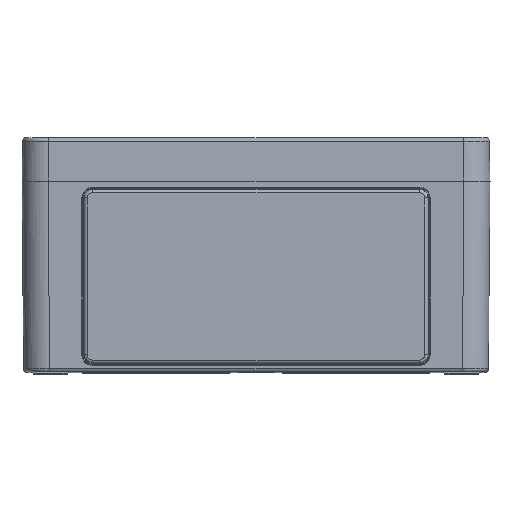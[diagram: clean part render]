
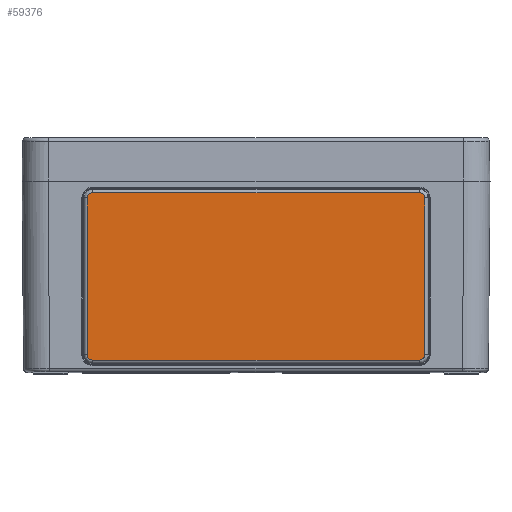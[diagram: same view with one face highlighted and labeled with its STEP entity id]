
A CAD part, top view. The second image highlights one B-rep face of the part: STEP entity #59376.
In plain terms, the highlighted face is planar.
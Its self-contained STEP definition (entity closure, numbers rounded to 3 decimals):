
#3140 = CARTESIAN_POINT ( 'NONE',  ( -94.271, 16., -48.255 ) ) ;
#6077 = CARTESIAN_POINT ( 'NONE',  ( 94.306, 16., 48.255 ) ) ;
#7612 = LINE ( 'NONE', #63199, #98747 ) ;
#7829 = CARTESIAN_POINT ( 'NONE',  ( -94.306, 16., -48.255 ) ) ;
#10720 = CARTESIAN_POINT ( 'NONE',  ( 94.306, 16., 48.255 ) ) ;
#11009 = CARTESIAN_POINT ( 'NONE',  ( -94.306, 16., 48.255 ) ) ;
#16815 = PLANE ( 'NONE',  #116261 ) ;
#19901 = CARTESIAN_POINT ( 'NONE',  ( 94.306, 16., -48.255 ) ) ;
#23962 = CARTESIAN_POINT ( 'NONE',  ( -97.305, 16., -45.256 ) ) ;
#24717 = CARTESIAN_POINT ( 'NONE',  ( -97.305, 16., 45.221 ) ) ;
#28972 = CARTESIAN_POINT ( 'NONE',  ( 97.305, 16., -45.256 ) ) ;
#29131 = EDGE_CURVE ( 'NONE', #84857, #105231, #62265, .T. ) ;
#30084 = VERTEX_POINT ( 'NONE', #50489 ) ;
#30313 = CARTESIAN_POINT ( 'NONE',  ( -97.305, 16., 45.256 ) ) ;
#30536 = CARTESIAN_POINT ( 'NONE',  ( -97.305, 16., -47.013 ) ) ;
#30980 = ORIENTED_EDGE ( 'NONE', *, *, #29131, .T. ) ;
#32007 = EDGE_LOOP ( 'NONE', ( #69214, #92839, #107609, #97069, #30980, #49666, #52236, #117883 ) ) ;
#32052 = EDGE_CURVE ( 'NONE', #34789, #115602, #99177, .T. ) ;
#34787 =( BOUNDED_CURVE ( )  B_SPLINE_CURVE ( 3, ( #6077, #89444, #109368, #80424 ),
 .UNSPECIFIED., .F., .T. ) 
 B_SPLINE_CURVE_WITH_KNOTS ( ( 4, 4 ),
 ( 5.498, 7.068 ),
 .UNSPECIFIED. ) 
 CURVE ( )  GEOMETRIC_REPRESENTATION_ITEM ( )  RATIONAL_B_SPLINE_CURVE ( ( 1., 0.805, 0.805, 1. ) ) 
 REPRESENTATION_ITEM ( '' )  );
#34789 = VERTEX_POINT ( 'NONE', #96462 ) ;
#41924 = VERTEX_POINT ( 'NONE', #23962 ) ;
#42005 = CARTESIAN_POINT ( 'NONE',  ( -97.305, 16., -45.256 ) ) ;
#44621 = CARTESIAN_POINT ( 'NONE',  ( -99.55, 16., 50.5 ) ) ;
#45212 = DIRECTION ( 'NONE',  ( 0., 0., 1. ) ) ;
#45468 = VECTOR ( 'NONE', #85927, 1000. ) ;
#46623 =( BOUNDED_CURVE ( )  B_SPLINE_CURVE ( 3, ( #51657, #49865, #30536, #42005 ),
 .UNSPECIFIED., .F., .F. ) 
 B_SPLINE_CURVE_WITH_KNOTS ( ( 4, 4 ),
 ( 5.498, 7.068 ),
 .UNSPECIFIED. ) 
 CURVE ( )  GEOMETRIC_REPRESENTATION_ITEM ( )  RATIONAL_B_SPLINE_CURVE ( ( 1., 0.805, 0.805, 1. ) ) 
 REPRESENTATION_ITEM ( '' )  );
#49666 = ORIENTED_EDGE ( 'NONE', *, *, #75112, .T. ) ;
#49865 = CARTESIAN_POINT ( 'NONE',  ( -96.063, 16., -48.255 ) ) ;
#50112 = LINE ( 'NONE', #24717, #71942 ) ;
#50489 = CARTESIAN_POINT ( 'NONE',  ( -97.305, 16., 45.256 ) ) ;
#51657 = CARTESIAN_POINT ( 'NONE',  ( -94.306, 16., -48.255 ) ) ;
#52236 = ORIENTED_EDGE ( 'NONE', *, *, #109417, .T. ) ;
#53785 = CARTESIAN_POINT ( 'NONE',  ( 94.271, 16., 48.255 ) ) ;
#56947 = CARTESIAN_POINT ( 'NONE',  ( -97.305, 16., 47.013 ) ) ;
#58725 = CARTESIAN_POINT ( 'NONE',  ( -96.063, 16., 48.255 ) ) ;
#59376 = ADVANCED_FACE ( 'NONE', ( #73037 ), #16815, .T. ) ;
#60213 = EDGE_CURVE ( 'NONE', #41924, #30084, #50112, .T. ) ;
#60392 = CARTESIAN_POINT ( 'NONE',  ( -94.306, 16., 48.255 ) ) ;
#62265 = LINE ( 'NONE', #53785, #78262 ) ;
#63199 = CARTESIAN_POINT ( 'NONE',  ( 97.305, 16., -45.221 ) ) ;
#65834 = CARTESIAN_POINT ( 'NONE',  ( 97.305, 16., -47.013 ) ) ;
#69214 = ORIENTED_EDGE ( 'NONE', *, *, #115614, .T. ) ;
#71485 =( BOUNDED_CURVE ( )  B_SPLINE_CURVE ( 3, ( #30313, #56947, #58725, #11009 ),
 .UNSPECIFIED., .F., .F. ) 
 B_SPLINE_CURVE_WITH_KNOTS ( ( 4, 4 ),
 ( 5.498, 7.068 ),
 .UNSPECIFIED. ) 
 CURVE ( )  GEOMETRIC_REPRESENTATION_ITEM ( )  RATIONAL_B_SPLINE_CURVE ( ( 1., 0.805, 0.805, 1. ) ) 
 REPRESENTATION_ITEM ( '' )  );
#71942 = VECTOR ( 'NONE', #116560, 1000. ) ;
#73037 = FACE_OUTER_BOUND ( 'NONE', #32007, .T. ) ;
#75112 = EDGE_CURVE ( 'NONE', #105231, #90784, #34787, .T. ) ;
#77477 = CARTESIAN_POINT ( 'NONE',  ( 94.306, 16., -48.255 ) ) ;
#78262 = VECTOR ( 'NONE', #89438, 1000. ) ;
#80424 = CARTESIAN_POINT ( 'NONE',  ( 97.305, 16., 45.256 ) ) ;
#81489 = DIRECTION ( 'NONE',  ( 0., 1., 0. ) ) ;
#84857 = VERTEX_POINT ( 'NONE', #60392 ) ;
#85927 = DIRECTION ( 'NONE',  ( -1., 0., 0. ) ) ;
#89438 = DIRECTION ( 'NONE',  ( 1., 0., 0. ) ) ;
#89444 = CARTESIAN_POINT ( 'NONE',  ( 96.063, 16., 48.255 ) ) ;
#89801 = EDGE_CURVE ( 'NONE', #30084, #84857, #71485, .T. ) ;
#90784 = VERTEX_POINT ( 'NONE', #92638 ) ;
#92638 = CARTESIAN_POINT ( 'NONE',  ( 97.305, 16., 45.256 ) ) ;
#92839 = ORIENTED_EDGE ( 'NONE', *, *, #107035, .T. ) ;
#96106 = VERTEX_POINT ( 'NONE', #7829 ) ;
#96462 = CARTESIAN_POINT ( 'NONE',  ( 97.305, 16., -45.256 ) ) ;
#97069 = ORIENTED_EDGE ( 'NONE', *, *, #89801, .T. ) ;
#98747 = VECTOR ( 'NONE', #107305, 1000. ) ;
#99177 =( BOUNDED_CURVE ( )  B_SPLINE_CURVE ( 3, ( #28972, #65834, #102665, #19901 ),
 .UNSPECIFIED., .F., .F. ) 
 B_SPLINE_CURVE_WITH_KNOTS ( ( 4, 4 ),
 ( 5.498, 7.068 ),
 .UNSPECIFIED. ) 
 CURVE ( )  GEOMETRIC_REPRESENTATION_ITEM ( )  RATIONAL_B_SPLINE_CURVE ( ( 1., 0.805, 0.805, 1. ) ) 
 REPRESENTATION_ITEM ( '' )  );
#102665 = CARTESIAN_POINT ( 'NONE',  ( 96.063, 16., -48.255 ) ) ;
#105231 = VERTEX_POINT ( 'NONE', #10720 ) ;
#105822 = LINE ( 'NONE', #3140, #45468 ) ;
#107035 = EDGE_CURVE ( 'NONE', #96106, #41924, #46623, .T. ) ;
#107305 = DIRECTION ( 'NONE',  ( 0., 0., -1. ) ) ;
#107609 = ORIENTED_EDGE ( 'NONE', *, *, #60213, .T. ) ;
#109368 = CARTESIAN_POINT ( 'NONE',  ( 97.305, 16., 47.013 ) ) ;
#109417 = EDGE_CURVE ( 'NONE', #90784, #34789, #7612, .T. ) ;
#115602 = VERTEX_POINT ( 'NONE', #77477 ) ;
#115614 = EDGE_CURVE ( 'NONE', #115602, #96106, #105822, .T. ) ;
#116261 = AXIS2_PLACEMENT_3D ( 'NONE', #44621, #81489, #45212 ) ;
#116560 = DIRECTION ( 'NONE',  ( 0., 0., 1. ) ) ;
#117883 = ORIENTED_EDGE ( 'NONE', *, *, #32052, .T. ) ;
